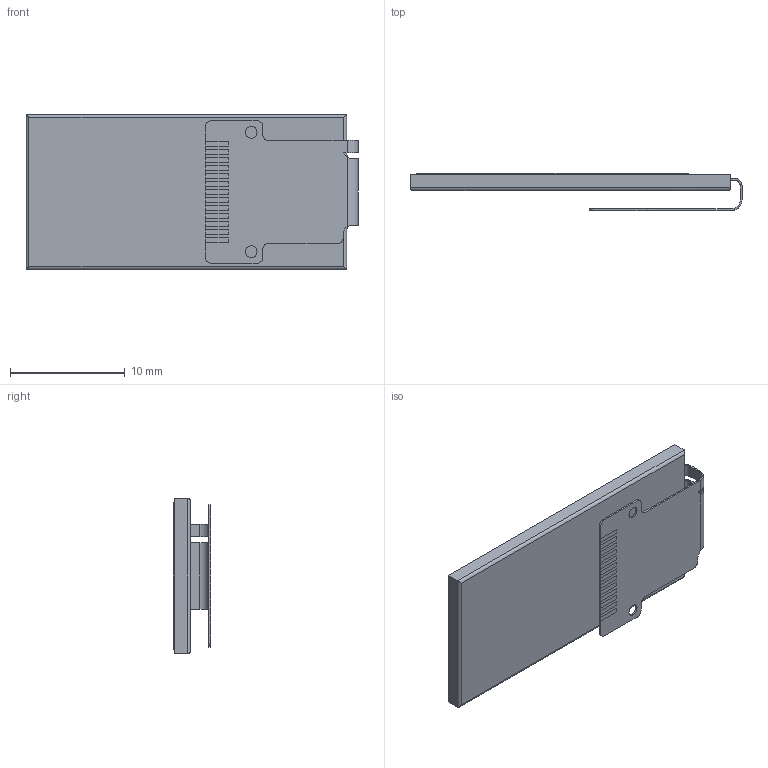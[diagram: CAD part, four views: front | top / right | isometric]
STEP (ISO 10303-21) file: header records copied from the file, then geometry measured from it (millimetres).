
FILE_DESCRIPTION (( 'STEP AP214' ), '1' );
FILE_NAME ('0.96渡 IPS 爾諉宒.STEP', '2021-08-12T14:26:54', ( '' ), ( '' ), 'SwSTEP 2.0', 'SolidWorks 2021', '' );
FILE_SCHEMA (( 'AUTOMOTIVE_DESIGN' ));
Length unit declared in the file: millimetre
Products named in the file (1): 0.96渡 IPS 爾諉宒
Bounding box: 28.95 x 3.25 x 13.5 mm (x, y, z)
Volume: 562.4 mm3; surface area: 1201.6 mm2
Topology: 1 solids, 1 shells, 128 faces, 371 edges, 245 vertices
Faces by surface type: plane 99, cylinder 29
Entity records: 4979 total; most frequent: CARTESIAN_POINT 789, ORIENTED_EDGE 742, DIRECTION 667, EDGE_CURVE 371, VECTOR 309, LINE 309, VERTEX_POINT 245, AXIS2_PLACEMENT_3D 179
